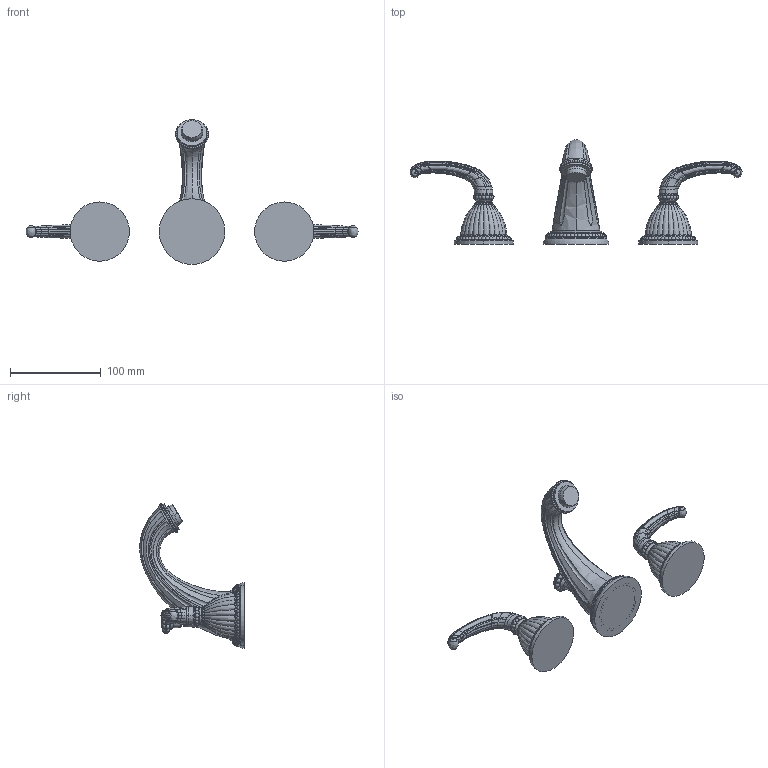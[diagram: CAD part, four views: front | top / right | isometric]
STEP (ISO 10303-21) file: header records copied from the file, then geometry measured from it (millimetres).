
FILE_DESCRIPTION((''),'2;1');
FILE_NAME('880','2020-11-25T14:19:01',('jinson.thomas'),(''),'CREO PARAMETRIC BY PTC INC, 2018400','CREO PARAMETRIC BY PTC INC, 2018400','');
FILE_SCHEMA(('CONFIG_CONTROL_DESIGN'));
Products named in the file (1): 880
Bounding box: 365.74 x 115.12 x 159.57 mm (x, y, z)
Volume: 391957.2 mm3; surface area: 70709 mm2
Topology: 3 solids, 4 shells, 1461 faces, 4088 edges, 2387 vertices
Faces by surface type: bspline 796, sphere 286, plane 159, cylinder 148, torus 59, cone 13
Entity records: 90068 total; most frequent: CARTESIAN_POINT 61953, ORIENTED_EDGE 7652, EDGE_CURVE 3826, DIRECTION 3264, B_SPLINE_CURVE_WITH_KNOTS 2804, VERTEX_POINT 2387, AXIS2_PLACEMENT_3D 1577, EDGE_LOOP 1477
